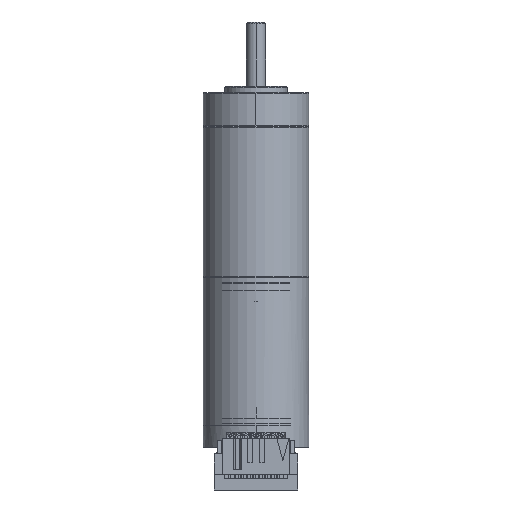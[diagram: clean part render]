
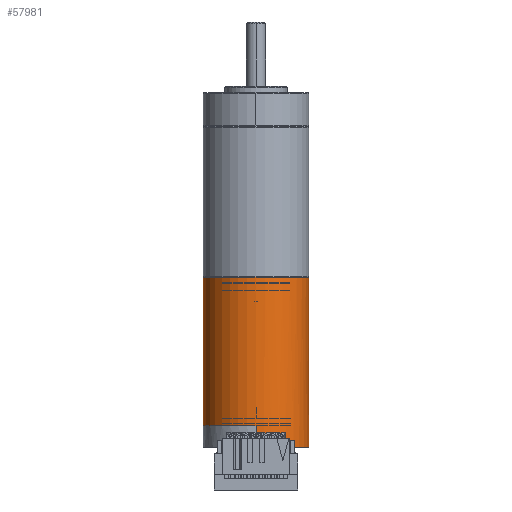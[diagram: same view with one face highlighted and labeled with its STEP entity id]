
A CAD part, front view. The second image highlights one B-rep face of the part: STEP entity #57981.
In plain terms, the highlighted cylindrical face has radius 11 mm (diameter 22 mm), a partial arc.
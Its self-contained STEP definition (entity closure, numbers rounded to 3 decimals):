
#19826=DIRECTION('',(0.,0.,-1.));
#19827=VECTOR('',#19826,30.8);
#19828=CARTESIAN_POINT('',(-11.,0.,30.8));
#19829=LINE('',#19828,#19827);
#19830=DIRECTION('',(0.,0.,1.));
#19831=VECTOR('',#19830,1.5);
#19832=CARTESIAN_POINT('',(0.,-11.,-1.5));
#19833=LINE('',#19832,#19831);
#19853=DIRECTION('',(0.,0.,1.));
#19854=VECTOR('',#19853,4.5);
#19855=CARTESIAN_POINT('',(0.,11.,-4.5));
#19856=LINE('',#19855,#19854);
#19857=CARTESIAN_POINT('',(0.,0.,0.));
#19858=DIRECTION('',(0.,0.,-1.));
#19859=DIRECTION('',(0.,1.,0.));
#19860=AXIS2_PLACEMENT_3D('',#19857,#19858,#19859);
#19862=DIRECTION('',(0.,0.,1.));
#19863=VECTOR('',#19862,30.8);
#19864=CARTESIAN_POINT('',(11.,0.,0.));
#19865=LINE('',#19864,#19863);
#19871=CARTESIAN_POINT('',(0.,0.,-4.5));
#19872=DIRECTION('',(0.,0.,-1.));
#19873=DIRECTION('',(0.,1.,0.));
#19874=AXIS2_PLACEMENT_3D('',#19871,#19872,#19873);
#19876=CARTESIAN_POINT('',(6.168,-9.108,-4.3));
#19877=CARTESIAN_POINT('',(6.235,-9.063,
-4.367));
#19878=CARTESIAN_POINT('',(6.301,-9.017,
-4.434));
#19879=CARTESIAN_POINT('',(6.368,-8.97,-4.5));
#19881=DIRECTION('',(0.,0.,-1.));
#19882=VECTOR('',#19881,2.8);
#19883=CARTESIAN_POINT('',(6.168,-9.108,-1.5));
#19884=LINE('',#19883,#19882);
#19885=CARTESIAN_POINT('',(0.,0.,-1.5));
#19886=DIRECTION('',(0.,0.,-1.));
#19887=DIRECTION('',(0.561,-0.828,0.));
#19888=AXIS2_PLACEMENT_3D('',#19885,#19886,#19887);
#19890=CARTESIAN_POINT('',(0.,0.,0.));
#19891=DIRECTION('',(0.,0.,-1.));
#19892=DIRECTION('',(0.,-1.,0.));
#19893=AXIS2_PLACEMENT_3D('',#19890,#19891,#19892);
#19895=CARTESIAN_POINT('',(0.,0.,30.8));
#19896=DIRECTION('',(0.,0.,-1.));
#19897=DIRECTION('',(1.,0.,0.));
#19898=AXIS2_PLACEMENT_3D('',#19895,#19896,#19897);
#29730=CARTESIAN_POINT('',(11.,0.,30.8));
#29731=CARTESIAN_POINT('',(-11.,0.,30.8));
#29732=VERTEX_POINT('',#29730);
#29733=VERTEX_POINT('',#29731);
#29992=CARTESIAN_POINT('',(6.168,-9.108,-1.5));
#29993=CARTESIAN_POINT('',(0.,-11.,-1.5));
#29994=VERTEX_POINT('',#29992);
#29995=VERTEX_POINT('',#29993);
#30072=VERTEX_POINT('',#19876);
#30073=VERTEX_POINT('',#19879);
#30074=CARTESIAN_POINT('',(0.,11.,-4.5));
#30075=VERTEX_POINT('',#30074);
#30088=CARTESIAN_POINT('',(0.,-11.,0.));
#30089=CARTESIAN_POINT('',(-11.,0.,0.));
#30090=VERTEX_POINT('',#30088);
#30091=VERTEX_POINT('',#30089);
#30092=CARTESIAN_POINT('',(0.,11.,0.));
#30093=CARTESIAN_POINT('',(11.,0.,0.));
#30094=VERTEX_POINT('',#30092);
#30095=VERTEX_POINT('',#30093);
#57959=CARTESIAN_POINT('',(0.,0.,31.29));
#57960=DIRECTION('',(0.,0.,-1.));
#57961=DIRECTION('',(1.,0.,0.));
#57962=AXIS2_PLACEMENT_3D('',#57959,#57960,#57961);
#57963=CYLINDRICAL_SURFACE('',#57962,11.);
#57964=ORIENTED_EDGE('',*,*,#57952,.F.);
#57965=ORIENTED_EDGE('',*,*,#57950,.F.);
#57966=ORIENTED_EDGE('',*,*,#57948,.F.);
#57968=ORIENTED_EDGE('',*,*,#57967,.T.);
#57970=ORIENTED_EDGE('',*,*,#57969,.F.);
#57972=ORIENTED_EDGE('',*,*,#57971,.F.);
#57973=ORIENTED_EDGE('',*,*,#57862,.T.);
#57974=ORIENTED_EDGE('',*,*,#57941,.T.);
#57975=ORIENTED_EDGE('',*,*,#57939,.T.);
#57976=ORIENTED_EDGE('',*,*,#57937,.F.);
#57978=ORIENTED_EDGE('',*,*,#57977,.F.);
#57979=EDGE_LOOP('',(#57964,#57965,#57966,#57968,#57970,#57972,#57973,#57974,
#57975,#57976,#57978));
#57980=FACE_OUTER_BOUND('',#57979,.F.);
#57981=ADVANCED_FACE('',(#57980),#57963,.T.);
#19861=CIRCLE('',#19860,11.);
#19875=CIRCLE('',#19874,11.);
#19880=B_SPLINE_CURVE_WITH_KNOTS('',3,(#19876,#19877,#19878,#19879),
.UNSPECIFIED.,.F.,.F.,(4,4),(0.,1.),.UNSPECIFIED.);
#19889=CIRCLE('',#19888,11.);
#19894=CIRCLE('',#19893,11.);
#19899=CIRCLE('',#19898,11.);
#57862=EDGE_CURVE('',#29994,#29995,#19889,.T.);
#57937=EDGE_CURVE('',#29733,#30091,#19829,.T.);
#57939=EDGE_CURVE('',#30090,#30091,#19894,.T.);
#57941=EDGE_CURVE('',#29995,#30090,#19833,.T.);
#57948=EDGE_CURVE('',#30075,#30094,#19856,.T.);
#57950=EDGE_CURVE('',#30094,#30095,#19861,.T.);
#57952=EDGE_CURVE('',#30095,#29732,#19865,.T.);
#57967=EDGE_CURVE('',#30075,#30073,#19875,.T.);
#57969=EDGE_CURVE('',#30072,#30073,#19880,.T.);
#57971=EDGE_CURVE('',#29994,#30072,#19884,.T.);
#57977=EDGE_CURVE('',#29732,#29733,#19899,.T.);
